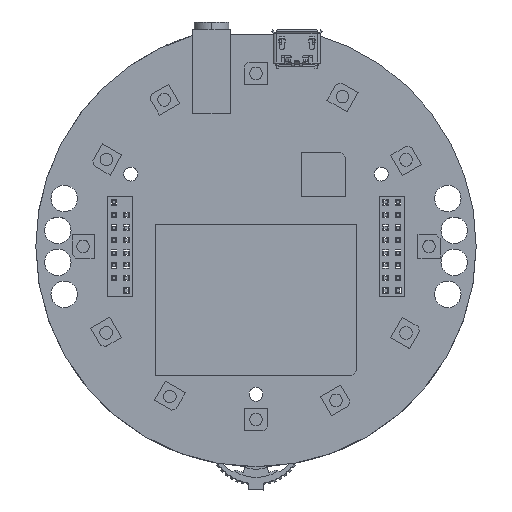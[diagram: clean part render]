
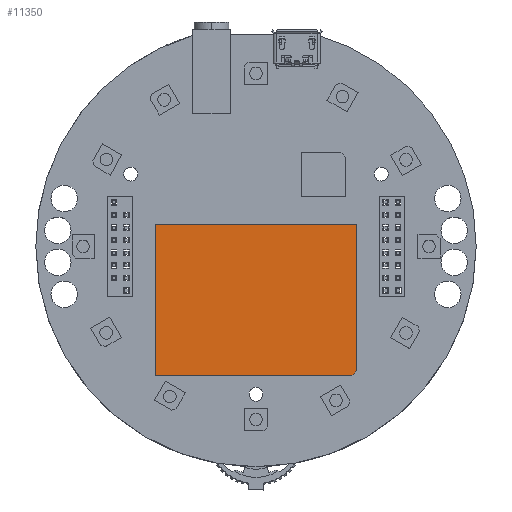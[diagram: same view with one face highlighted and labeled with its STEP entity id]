
A CAD part, top view. The second image highlights one B-rep face of the part: STEP entity #11350.
In plain terms, the highlighted planar face has unit normal (0, 0, 1).
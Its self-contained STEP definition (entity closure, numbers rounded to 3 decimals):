
#2432=DIRECTION('',(1.,0.,0.));
#2433=VECTOR('',#2432,31.238);
#2434=CARTESIAN_POINT('',(-15.238,20.509,3.));
#2435=LINE('',#2434,#2433);
#2436=DIRECTION('',(0.,-1.,0.));
#2437=VECTOR('',#2436,24.);
#2438=CARTESIAN_POINT('',(16.,20.509,3.));
#2439=LINE('',#2438,#2437);
#2440=DIRECTION('',(-1.,0.,0.));
#2441=VECTOR('',#2440,32.);
#2442=CARTESIAN_POINT('',(16.,-3.491,3.));
#2443=LINE('',#2442,#2441);
#2444=DIRECTION('',(0.,1.,0.));
#2445=VECTOR('',#2444,23.238);
#2446=CARTESIAN_POINT('',(-16.,-3.491,3.));
#2447=LINE('',#2446,#2445);
#2448=DIRECTION('',(0.707,0.707,0.));
#2449=VECTOR('',#2448,1.078);
#2450=CARTESIAN_POINT('',(-16.,19.747,3.));
#2451=LINE('',#2450,#2449);
#6979=CARTESIAN_POINT('',(16.,20.509,3.));
#6980=VERTEX_POINT('',#6979);
#6981=CARTESIAN_POINT('',(-15.238,20.509,3.));
#6982=VERTEX_POINT('',#6981);
#6983=CARTESIAN_POINT('',(16.,-3.491,3.));
#6984=VERTEX_POINT('',#6983);
#6985=CARTESIAN_POINT('',(-16.,-3.491,3.));
#6986=VERTEX_POINT('',#6985);
#6987=CARTESIAN_POINT('',(-16.,19.747,3.));
#6988=VERTEX_POINT('',#6987);
#11338=CARTESIAN_POINT('',(0.,0.,3.));
#11339=DIRECTION('',(0.,0.,1.));
#11340=DIRECTION('',(1.,0.,0.));
#11341=AXIS2_PLACEMENT_3D('',#11338,#11339,#11340);
#11342=PLANE('',#11341);
#11343=ORIENTED_EDGE('',*,*,#11276,.T.);
#11344=ORIENTED_EDGE('',*,*,#11291,.T.);
#11345=ORIENTED_EDGE('',*,*,#11305,.T.);
#11346=ORIENTED_EDGE('',*,*,#11319,.T.);
#11347=ORIENTED_EDGE('',*,*,#11332,.T.);
#11348=EDGE_LOOP('',(#11343,#11344,#11345,#11346,#11347));
#11349=FACE_OUTER_BOUND('',#11348,.F.);
#11276=EDGE_CURVE('',#6982,#6980,#2435,.T.);
#11291=EDGE_CURVE('',#6980,#6984,#2439,.T.);
#11305=EDGE_CURVE('',#6984,#6986,#2443,.T.);
#11319=EDGE_CURVE('',#6986,#6988,#2447,.T.);
#11332=EDGE_CURVE('',#6988,#6982,#2451,.T.);
#11350=ADVANCED_FACE('',(#11349),#11342,.T.);
